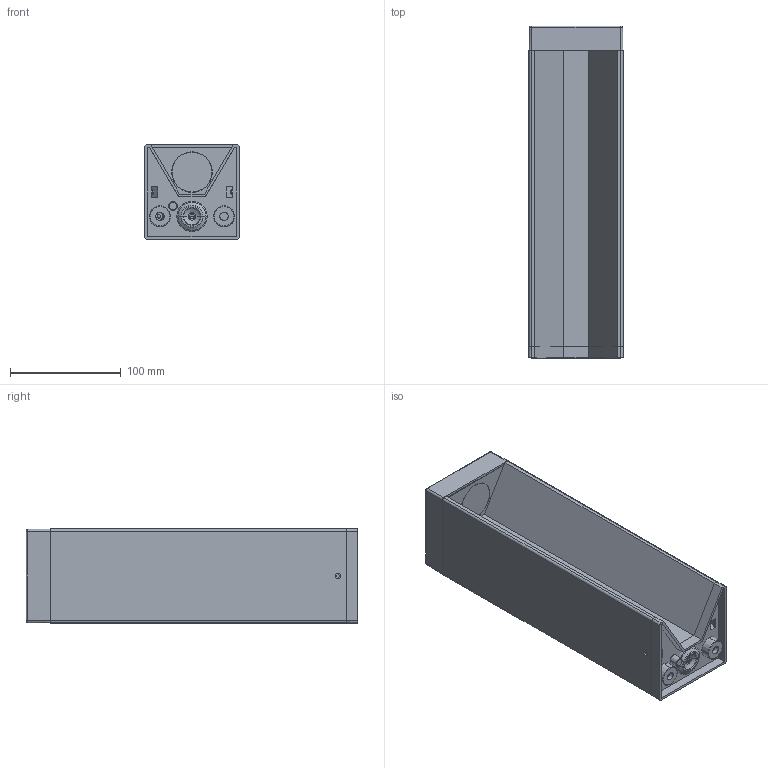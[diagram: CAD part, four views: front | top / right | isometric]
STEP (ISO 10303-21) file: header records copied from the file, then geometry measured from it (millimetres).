
FILE_DESCRIPTION((''),'2;1');
FILE_NAME('2951-650_ASM','2022-08-31T09:03:35',('Administrator'),(''),'CREO PARAMETRIC BY PTC INC, 2018050','CREO PARAMETRIC BY PTC INC, 2018050','');
FILE_SCHEMA(('CONFIG_CONTROL_DESIGN'));
Length unit declared in the file: millimetre
Products named in the file (20): 85_-_2017_10_25__GAI-WAN_ZHEN_1; 85_-_2017_10_25__GAI-WAN_ZHEN_2; 85_-_2017_10_25__GAI-WAN_ZHEN_3; 85_-_2017_10_25__GAI-WAN_ZHEN_5; 85_-_2017_10_25__GAI-WAN_ZHEN_7; 85_-_2017_10_25__GAI-WAN_ZHEN_8; 85_-_2017_10_25__GAI-WAN_ZHEN_9; 85_-_2017_10_25__GAI-WAN_ZHE_10; 85_-_2017_10_25__GAI-WAN_ZHE_11; 85_-_2017_10_25__GAI-WAN_ZHE_12; 85_-_2017_10_25__GAI-WAN_ZHE_13; 85_-_2017_10_25__GAI-WAN_ZHE_14; 85_-_2017_10_25__GAI-WAN_ZHE_15; 85_-_2017_10_25__GAI-WAN_ZHE_16; 85_-_2017_10_25__GAI-WAN_ZHE_17; 85_-_2017_10_25__GAI-WAN_ZH_28; 85_-_2017_10_25__GAI-WAN_ZH_29; 85_-_2017_10_25__GAI-WAN_Z_30; 85_-_2017_10_25__GAI-WAN_ZHENG_ASM; 2951-650_ASM
Assembly tree (19 placements, depth 3):
  2951-650_ASM
    85_-_2017_10_25__GAI-WAN_ZHENG_ASM
      85_-_2017_10_25__GAI-WAN_ZHEN_1
      85_-_2017_10_25__GAI-WAN_ZHEN_2
      85_-_2017_10_25__GAI-WAN_ZHEN_3
      85_-_2017_10_25__GAI-WAN_ZHEN_5
      85_-_2017_10_25__GAI-WAN_ZHEN_7
      85_-_2017_10_25__GAI-WAN_ZHEN_8
      85_-_2017_10_25__GAI-WAN_ZHEN_9
      85_-_2017_10_25__GAI-WAN_ZHE_10
      85_-_2017_10_25__GAI-WAN_ZHE_11
      85_-_2017_10_25__GAI-WAN_ZHE_12
      85_-_2017_10_25__GAI-WAN_ZHE_13
      85_-_2017_10_25__GAI-WAN_ZHE_14
      85_-_2017_10_25__GAI-WAN_ZHE_15
      85_-_2017_10_25__GAI-WAN_ZHE_16
      85_-_2017_10_25__GAI-WAN_ZHE_17
      85_-_2017_10_25__GAI-WAN_ZH_28
      85_-_2017_10_25__GAI-WAN_ZH_29
      85_-_2017_10_25__GAI-WAN_Z_30
Bounding box: 85.35 x 300 x 85.35 mm (x, y, z)
Volume: 338850.3 mm3; surface area: 337816.1 mm2
Topology: 18 solids, 18 shells, 1606 faces, 4246 edges, 2633 vertices
Faces by surface type: plane 663, cylinder 564, torus 138, sphere 109, cone 100, bspline 32
Entity records: 52214 total; most frequent: CARTESIAN_POINT 12954, ORIENTED_EDGE 8254, DIRECTION 7991, EDGE_CURVE 4127, AXIS2_PLACEMENT_3D 2885, VERTEX_POINT 2633, VECTOR 2221, LINE 2221
